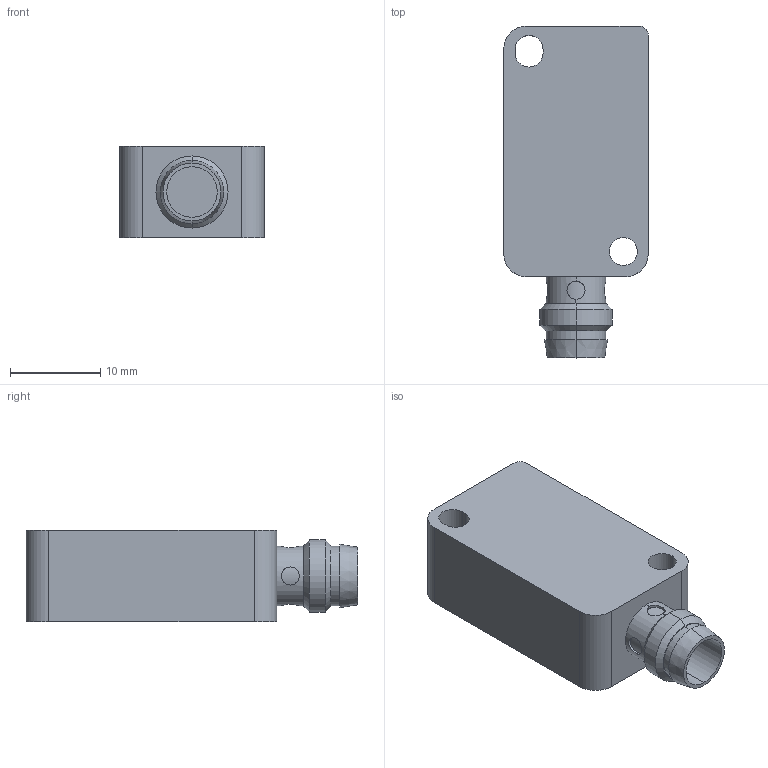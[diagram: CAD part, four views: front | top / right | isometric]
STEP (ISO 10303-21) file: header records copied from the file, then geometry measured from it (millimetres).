
FILE_DESCRIPTION (( 'STEP AP214' ), '1' );
FILE_NAME ('MDR-AP-1F.step', '2018-04-17T19:31:58', ( '' ), ( '' ), 'SwSTEP 2.0', 'SolidWorks 2017', '' );
FILE_SCHEMA (( 'AUTOMOTIVE_DESIGN' ));
Length unit declared in the file: inch
Products named in the file (1): MDR-AP-1F
Bounding box: 16 x 36.8 x 10.2 mm (x, y, z)
Volume: 4535.4 mm3; surface area: 2251.2 mm2
Topology: 1 solids, 1 shells, 57 faces, 131 edges, 86 vertices
Faces by surface type: cylinder 35, plane 16, cone 6
Entity records: 1895 total; most frequent: CARTESIAN_POINT 541, DIRECTION 277, ORIENTED_EDGE 262, EDGE_CURVE 131, AXIS2_PLACEMENT_3D 110, VERTEX_POINT 86, EDGE_LOOP 71, FACE_OUTER_BOUND 57
